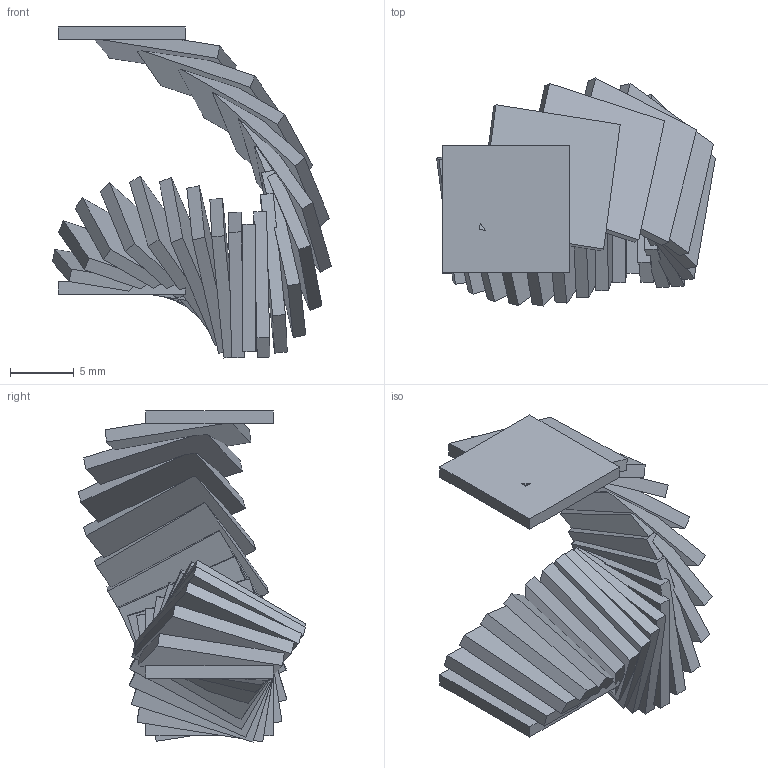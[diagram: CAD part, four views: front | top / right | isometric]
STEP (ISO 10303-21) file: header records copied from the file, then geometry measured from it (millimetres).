
FILE_DESCRIPTION(('Open CASCADE Model'),'2;1');
FILE_NAME('Open CASCADE Shape Model','2024-05-31T01:22:19',('Author'),( 'Open CASCADE'),'Open CASCADE STEP processor 7.7','Open CASCADE 7.7' ,'Unknown');
FILE_SCHEMA(('AUTOMOTIVE_DESIGN { 1 0 10303 214 1 1 1 1 }'));
Length unit declared in the file: millimetre
Products named in the file (1): Open CASCADE STEP translator 7.7 2
Bounding box: 21.9 x 17.9 x 26.09 mm (x, y, z)
Volume: 1834.1 mm3; surface area: 3251.4 mm2
Topology: 1 solids, 1 shells, 170 faces, 493 edges, 326 vertices
Faces by surface type: plane 170
Entity records: 11498 total; most frequent: CARTESIAN_POINT 2370, DIRECTION 1427, LINE 1085, VECTOR 1085, ORIENTED_EDGE 986, PCURVE 986, DEFINITIONAL_REPRESENTATION 986, EDGE_CURVE 493
